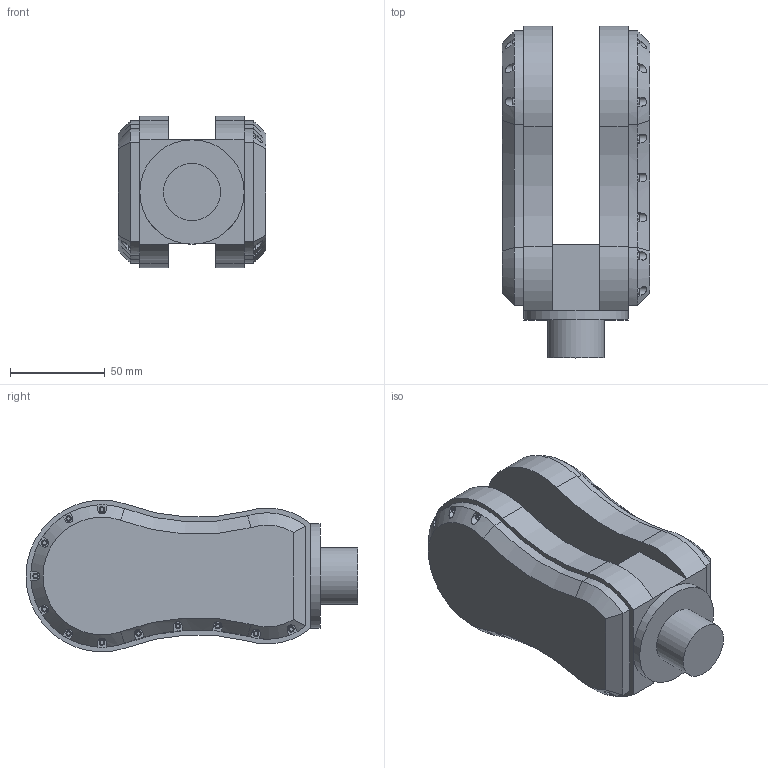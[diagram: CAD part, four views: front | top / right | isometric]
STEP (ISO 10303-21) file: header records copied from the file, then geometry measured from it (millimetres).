
FILE_DESCRIPTION(/* description */ (''),/* implementation_level */ '2;1');
FILE_NAME(/* name */ '5.step',/* time_stamp */ '2025-09-20T15:20:53+05:30',/* author */ (''),/* organization */ (''),/* preprocessor_version */ 'ST-DEVELOPER v20.1',/* originating_system */ 'Autodesk Translation Framework v14.17.0.0',/* authorisation */ '');
FILE_SCHEMA (('AUTOMOTIVE_DESIGN { 1 0 10303 214 3 1 1 }'));
Length unit declared in the file: millimetre
Products named in the file (2): jack6; Component1
Assembly tree (1 placements, depth 2):
  jack6
    Component1
Bounding box: 78 x 175 x 79.99 mm (x, y, z)
Volume: 549146 mm3; surface area: 65176.8 mm2
Topology: 1 solids, 1 shells, 302 faces, 635 edges, 400 vertices
Faces by surface type: plane 172, cylinder 114, cone 16
Full cylindrical faces by diameter (mm): 2 x30, 3 x30, 20 x2, 30 x1, 55 x1
Entity records: 8725 total; most frequent: CARTESIAN_POINT 2229, DIRECTION 1411, ORIENTED_EDGE 1270, EDGE_CURVE 635, AXIS2_PLACEMENT_3D 589, VERTEX_POINT 400, EDGE_LOOP 367, FACE_OUTER_BOUND 302
